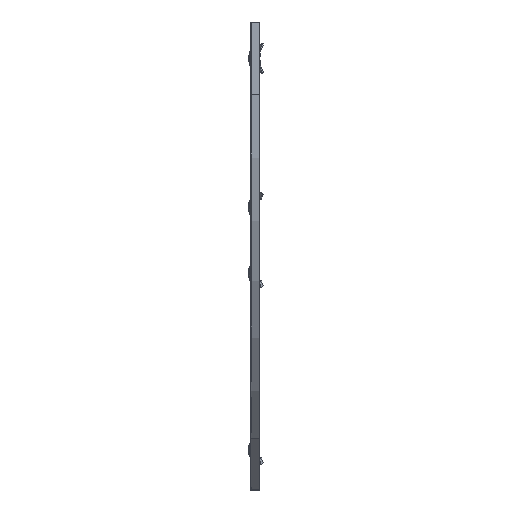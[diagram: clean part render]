
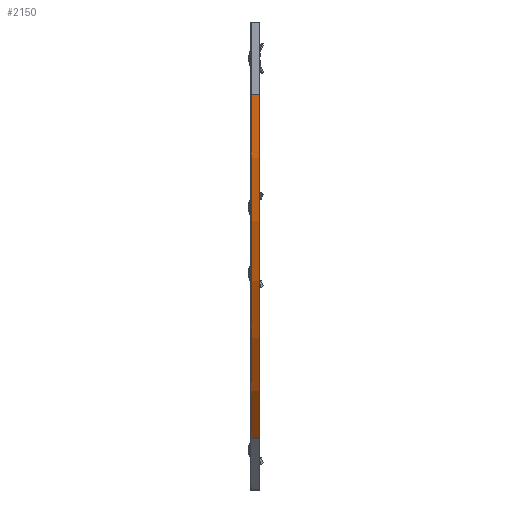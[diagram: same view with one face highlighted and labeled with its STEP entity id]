
A CAD part, left-side view. The second image highlights one B-rep face of the part: STEP entity #2150.
In plain terms, the highlighted cylindrical face has radius 702 mm (diameter 1404 mm), a partial arc.
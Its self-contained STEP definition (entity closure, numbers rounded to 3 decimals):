
#55 = CARTESIAN_POINT ( 'NONE',  ( 702., 14., -105. ) ) ;
#79 = DIRECTION ( 'NONE',  ( 0., -1., 0. ) ) ;
#104 = EDGE_CURVE ( 'NONE', #1895, #5816, #502, .T. ) ;
#118 = DIRECTION ( 'NONE',  ( 0., -1., 0. ) ) ;
#161 = CARTESIAN_POINT ( 'NONE',  ( 702., 0., -105. ) ) ;
#179 = EDGE_CURVE ( 'NONE', #2343, #1895, #4562, .T. ) ;
#305 = CARTESIAN_POINT ( 'NONE',  ( 702., 0., -105. ) ) ;
#405 = CARTESIAN_POINT ( 'NONE',  ( 0., 0., -105. ) ) ;
#431 = AXIS2_PLACEMENT_3D ( 'NONE', #305, #780, #818 ) ;
#502 = CIRCLE ( 'NONE', #431, 702. ) ;
#780 = DIRECTION ( 'NONE',  ( 0., -1., 0. ) ) ;
#818 = DIRECTION ( 'NONE',  ( 0., 0., -1. ) ) ;
#1059 = ORIENTED_EDGE ( 'NONE', *, *, #179, .F. ) ;
#1301 = ORIENTED_EDGE ( 'NONE', *, *, #3543, .T. ) ;
#1546 = DIRECTION ( 'NONE',  ( 0., 0., 1. ) ) ;
#1879 = FACE_OUTER_BOUND ( 'NONE', #4002, .T. ) ;
#1895 = VERTEX_POINT ( 'NONE', #405 ) ;
#1922 = CARTESIAN_POINT ( 'NONE',  ( 205.611, 14., -601.389 ) ) ;
#1947 = VECTOR ( 'NONE', #4401, 1000. ) ;
#1978 = DIRECTION ( 'NONE',  ( 0., -1., 0. ) ) ;
#2090 = ORIENTED_EDGE ( 'NONE', *, *, #104, .F. ) ;
#2150 = ADVANCED_FACE ( 'NONE', ( #1879 ), #6141, .T. ) ;
#2253 = LINE ( 'NONE', #2893, #4328 ) ;
#2343 = VERTEX_POINT ( 'NONE', #5577 ) ;
#2530 = AXIS2_PLACEMENT_3D ( 'NONE', #55, #79, #1546 ) ;
#2893 = CARTESIAN_POINT ( 'NONE',  ( 205.611, 0., -601.389 ) ) ;
#3032 = DIRECTION ( 'NONE',  ( 0., 0., -1. ) ) ;
#3413 = CARTESIAN_POINT ( 'NONE',  ( 0., 0., -105. ) ) ;
#3479 = CIRCLE ( 'NONE', #2530, 702. ) ;
#3543 = EDGE_CURVE ( 'NONE', #2343, #6121, #3479, .T. ) ;
#4002 = EDGE_LOOP ( 'NONE', ( #1059, #1301, #5487, #2090 ) ) ;
#4328 = VECTOR ( 'NONE', #1978, 1000. ) ;
#4401 = DIRECTION ( 'NONE',  ( 0., -1., 0. ) ) ;
#4562 = LINE ( 'NONE', #3413, #1947 ) ;
#4639 = CARTESIAN_POINT ( 'NONE',  ( 205.611, 0., -601.389 ) ) ;
#4726 = EDGE_CURVE ( 'NONE', #6121, #5816, #2253, .T. ) ;
#4732 = AXIS2_PLACEMENT_3D ( 'NONE', #161, #118, #3032 ) ;
#5487 = ORIENTED_EDGE ( 'NONE', *, *, #4726, .T. ) ;
#5577 = CARTESIAN_POINT ( 'NONE',  ( 0., 14., -105. ) ) ;
#5816 = VERTEX_POINT ( 'NONE', #4639 ) ;
#6121 = VERTEX_POINT ( 'NONE', #1922 ) ;
#6141 = CYLINDRICAL_SURFACE ( 'NONE', #4732, 702. ) ;
